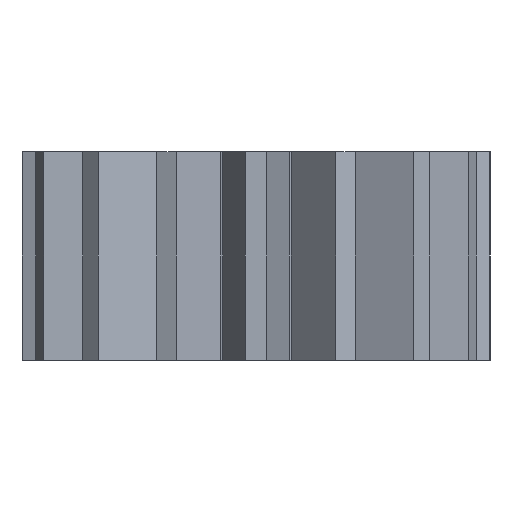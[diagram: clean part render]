
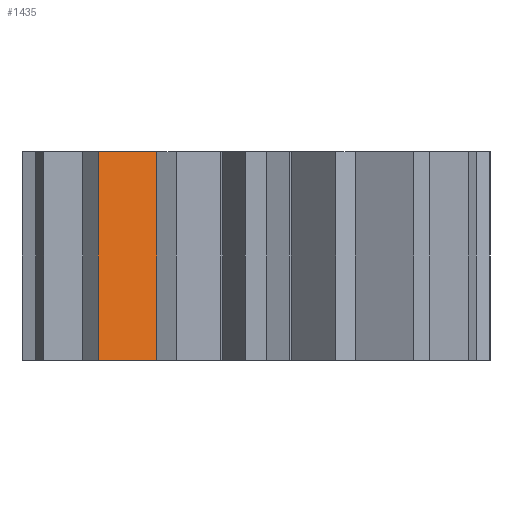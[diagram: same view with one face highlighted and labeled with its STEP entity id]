
A CAD part, left-side view. The second image highlights one B-rep face of the part: STEP entity #1435.
In plain terms, the highlighted planar face has unit normal (-0.906, -0.423, 0).
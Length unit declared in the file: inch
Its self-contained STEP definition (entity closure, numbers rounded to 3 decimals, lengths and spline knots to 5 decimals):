
#2 = FACE_OUTER_BOUND ( 'NONE', #1902, .T. ) ;
#5 = EDGE_CURVE ( 'NONE', #1015, #3449, #3385, .T. ) ;
#90 = DIRECTION ( 'NONE',  ( 0., 0., 1. ) ) ;
#117 = CARTESIAN_POINT ( 'NONE',  ( -0.20776, 0.18963, -0.125 ) ) ;
#225 = DIRECTION ( 'NONE',  ( 0., 0., 1. ) ) ;
#232 = DIRECTION ( 'NONE',  ( 0.423, -0.906, 0. ) ) ;
#294 = CARTESIAN_POINT ( 'NONE',  ( -0.20776, 0.18963, 0.125 ) ) ;
#338 = CARTESIAN_POINT ( 'NONE',  ( -0.17456, 0.11842, -0.125 ) ) ;
#366 = CARTESIAN_POINT ( 'NONE',  ( -0.20776, 0.18963, -0.125 ) ) ;
#685 = CARTESIAN_POINT ( 'NONE',  ( -0.20776, 0.18963, 0.125 ) ) ;
#1015 = VERTEX_POINT ( 'NONE', #366 ) ;
#1027 = EDGE_CURVE ( 'NONE', #1015, #2926, #2243, .T. ) ;
#1428 = VECTOR ( 'NONE', #225, 39.37008 ) ;
#1435 = ADVANCED_FACE ( 'NONE', ( #2 ), #3037, .T. ) ;
#1488 = ORIENTED_EDGE ( 'NONE', *, *, #3658, .T. ) ;
#1499 = EDGE_CURVE ( 'NONE', #2926, #3214, #1536, .T. ) ;
#1536 = LINE ( 'NONE', #685, #3070 ) ;
#1902 = EDGE_LOOP ( 'NONE', ( #3616, #2818, #3880, #1488 ) ) ;
#2165 = VECTOR ( 'NONE', #90, 39.37008 ) ;
#2243 = LINE ( 'NONE', #117, #2165 ) ;
#2245 = CARTESIAN_POINT ( 'NONE',  ( -0.17456, 0.11842, -0.125 ) ) ;
#2273 = CARTESIAN_POINT ( 'NONE',  ( -0.20776, 0.18963, -0.125 ) ) ;
#2426 = DIRECTION ( 'NONE',  ( 0.423, -0.906, 0. ) ) ;
#2441 = DIRECTION ( 'NONE',  ( -0.906, -0.423, 0. ) ) ;
#2571 = VECTOR ( 'NONE', #2922, 39.37008 ) ;
#2705 = CARTESIAN_POINT ( 'NONE',  ( -0.20776, 0.18963, -0.125 ) ) ;
#2818 = ORIENTED_EDGE ( 'NONE', *, *, #1027, .F. ) ;
#2922 = DIRECTION ( 'NONE',  ( 0.423, -0.906, 0. ) ) ;
#2926 = VERTEX_POINT ( 'NONE', #294 ) ;
#3037 = PLANE ( 'NONE',  #3191 ) ;
#3070 = VECTOR ( 'NONE', #232, 39.37008 ) ;
#3191 = AXIS2_PLACEMENT_3D ( 'NONE', #2705, #2441, #2426 ) ;
#3214 = VERTEX_POINT ( 'NONE', #3761 ) ;
#3385 = LINE ( 'NONE', #2273, #2571 ) ;
#3449 = VERTEX_POINT ( 'NONE', #2245 ) ;
#3616 = ORIENTED_EDGE ( 'NONE', *, *, #1499, .F. ) ;
#3658 = EDGE_CURVE ( 'NONE', #3449, #3214, #3748, .T. ) ;
#3748 = LINE ( 'NONE', #338, #1428 ) ;
#3761 = CARTESIAN_POINT ( 'NONE',  ( -0.17456, 0.11842, 0.125 ) ) ;
#3880 = ORIENTED_EDGE ( 'NONE', *, *, #5, .T. ) ;
